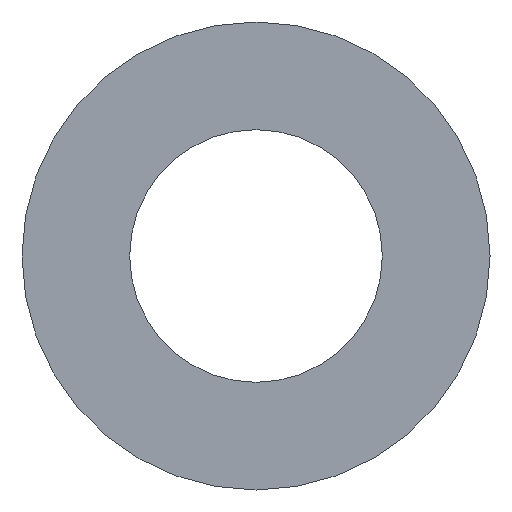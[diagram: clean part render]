
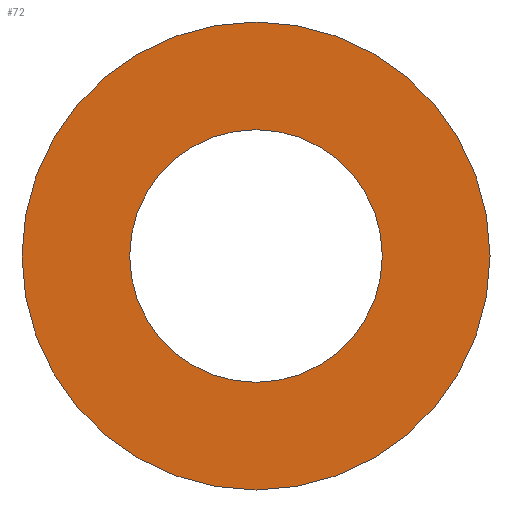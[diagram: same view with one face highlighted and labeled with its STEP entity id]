
A CAD part, left-side view. The second image highlights one B-rep face of the part: STEP entity #72.
In plain terms, the highlighted planar face has unit normal (-1, 0, 0).
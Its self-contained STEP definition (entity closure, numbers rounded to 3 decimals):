
#5 = DIRECTION ( 'NONE',  ( 0., 0., 1. ) ) ;
#10 = FACE_OUTER_BOUND ( 'NONE', #127, .T. ) ;
#11 = DIRECTION ( 'NONE',  ( 0., 0., -1. ) ) ;
#22 = AXIS2_PLACEMENT_3D ( 'NONE', #155, #87, #154 ) ;
#25 = VERTEX_POINT ( 'NONE', #229 ) ;
#35 = FACE_BOUND ( 'NONE', #179, .T. ) ;
#38 = CIRCLE ( 'NONE', #22, 2.739 ) ;
#49 = CIRCLE ( 'NONE', #227, 2.739 ) ;
#52 = ORIENTED_EDGE ( 'NONE', *, *, #137, .T. ) ;
#55 = VERTEX_POINT ( 'NONE', #149 ) ;
#66 = PLANE ( 'NONE',  #210 ) ;
#72 = ADVANCED_FACE ( 'NONE', ( #35, #10 ), #66, .T. ) ;
#73 = DIRECTION ( 'NONE',  ( -1., 0., 0. ) ) ;
#83 = ORIENTED_EDGE ( 'NONE', *, *, #187, .T. ) ;
#87 = DIRECTION ( 'NONE',  ( 1., 0., 0. ) ) ;
#105 = DIRECTION ( 'NONE',  ( -1., 0., 0. ) ) ;
#108 = CARTESIAN_POINT ( 'NONE',  ( -10.679, 0., 0. ) ) ;
#112 = DIRECTION ( 'NONE',  ( 0., 0., -1. ) ) ;
#114 = DIRECTION ( 'NONE',  ( 1., 0., 0. ) ) ;
#119 = CIRCLE ( 'NONE', #242, 5.072 ) ;
#121 = ORIENTED_EDGE ( 'NONE', *, *, #234, .T. ) ;
#124 = VERTEX_POINT ( 'NONE', #233 ) ;
#127 = EDGE_LOOP ( 'NONE', ( #52, #121 ) ) ;
#137 = EDGE_CURVE ( 'NONE', #25, #55, #119, .T. ) ;
#145 = EDGE_CURVE ( 'NONE', #124, #172, #38, .T. ) ;
#149 = CARTESIAN_POINT ( 'NONE',  ( -10.679, 0., 5.072 ) ) ;
#150 = CARTESIAN_POINT ( 'NONE',  ( -10.679, 0., 0. ) ) ;
#154 = DIRECTION ( 'NONE',  ( 0., 0., -1. ) ) ;
#155 = CARTESIAN_POINT ( 'NONE',  ( -10.679, 0., 0. ) ) ;
#172 = VERTEX_POINT ( 'NONE', #175 ) ;
#175 = CARTESIAN_POINT ( 'NONE',  ( -10.679, 0., 2.739 ) ) ;
#179 = EDGE_LOOP ( 'NONE', ( #223, #83 ) ) ;
#187 = EDGE_CURVE ( 'NONE', #172, #124, #49, .T. ) ;
#193 = CIRCLE ( 'NONE', #245, 5.072 ) ;
#198 = DIRECTION ( 'NONE',  ( -1., 0., 0. ) ) ;
#210 = AXIS2_PLACEMENT_3D ( 'NONE', #228, #105, #5 ) ;
#214 = DIRECTION ( 'NONE',  ( 0., 0., -1. ) ) ;
#223 = ORIENTED_EDGE ( 'NONE', *, *, #145, .T. ) ;
#227 = AXIS2_PLACEMENT_3D ( 'NONE', #236, #114, #11 ) ;
#228 = CARTESIAN_POINT ( 'NONE',  ( -10.679, -5.133, -5.133 ) ) ;
#229 = CARTESIAN_POINT ( 'NONE',  ( -10.679, 0., -5.072 ) ) ;
#233 = CARTESIAN_POINT ( 'NONE',  ( -10.679, 0., -2.739 ) ) ;
#234 = EDGE_CURVE ( 'NONE', #55, #25, #193, .T. ) ;
#236 = CARTESIAN_POINT ( 'NONE',  ( -10.679, 0., 0. ) ) ;
#242 = AXIS2_PLACEMENT_3D ( 'NONE', #150, #198, #112 ) ;
#245 = AXIS2_PLACEMENT_3D ( 'NONE', #108, #73, #214 ) ;
